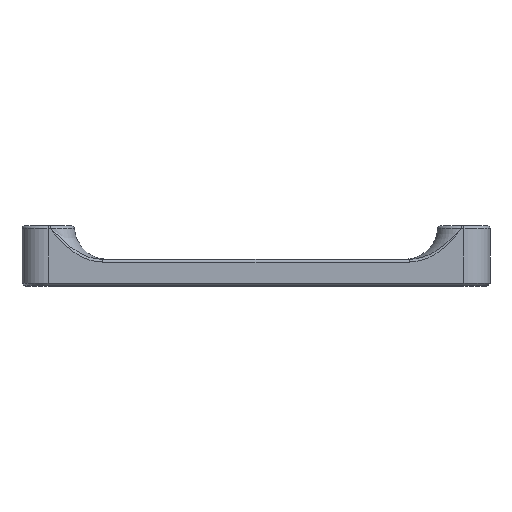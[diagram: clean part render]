
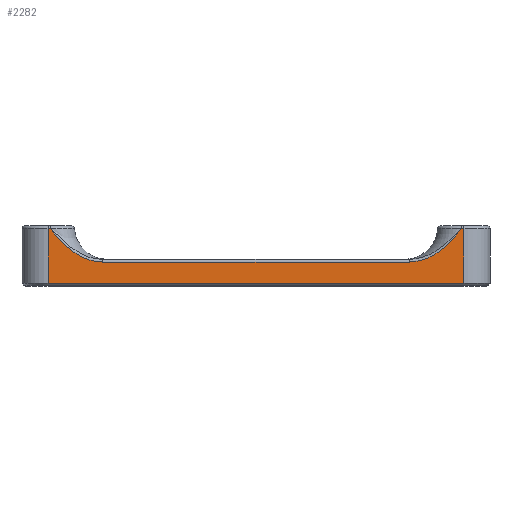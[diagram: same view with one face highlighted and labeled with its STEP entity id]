
A CAD part, front view. The second image highlights one B-rep face of the part: STEP entity #2282.
In plain terms, the highlighted planar face has unit normal (0, -1, 0).
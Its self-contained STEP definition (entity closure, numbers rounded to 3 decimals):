
#60 = CARTESIAN_POINT ( 'NONE',  ( -29.783, -23., 7.356 ) ) ;
#253 = VECTOR ( 'NONE', #565, 1000. ) ;
#264 = EDGE_CURVE ( 'NONE', #4641, #1029, #1104, .T. ) ;
#288 = VECTOR ( 'NONE', #7469, 1000. ) ;
#370 = ORIENTED_EDGE ( 'NONE', *, *, #377, .T. ) ;
#377 = EDGE_CURVE ( 'NONE', #6296, #4641, #1818, .T. ) ;
#565 = DIRECTION ( 'NONE',  ( -1., 0., 0. ) ) ;
#581 = LINE ( 'NONE', #8060, #6692 ) ;
#617 = CARTESIAN_POINT ( 'NONE',  ( 22.942, -23., 3.6 ) ) ;
#906 = CARTESIAN_POINT ( 'NONE',  ( -31.125, -23., 4. ) ) ;
#923 = EDGE_CURVE ( 'NONE', #8163, #3178, #581, .T. ) ;
#1029 = VERTEX_POINT ( 'NONE', #5550 ) ;
#1104 = LINE ( 'NONE', #5277, #4290 ) ;
#1241 = CARTESIAN_POINT ( 'NONE',  ( -22.942, -23., 3.6 ) ) ;
#1417 = CARTESIAN_POINT ( 'NONE',  ( -30.296, -23., 7.974 ) ) ;
#1441 = CARTESIAN_POINT ( 'NONE',  ( 23.75, -23., 3.639 ) ) ;
#1508 = ORIENTED_EDGE ( 'NONE', *, *, #6125, .T. ) ;
#1592 = CARTESIAN_POINT ( 'NONE',  ( 31.125, -23., 8.6 ) ) ;
#1628 = FACE_OUTER_BOUND ( 'NONE', #5250, .T. ) ;
#1659 = ORIENTED_EDGE ( 'NONE', *, *, #923, .T. ) ;
#1742 = DIRECTION ( 'NONE',  ( 1., 0., 0. ) ) ;
#1818 = B_SPLINE_CURVE_WITH_KNOTS ( 'NONE', 3,
 ( #1241, #3212, #3302, #2544, #4603, #7326, #3258, #5979, #5321, #8043, #2004, #60, #1417, #7501 ),
 .UNSPECIFIED., .F., .F.,
 ( 4, 2, 2, 2, 2, 2, 4 ),
 ( 0., 0.001, 0.002, 0.005, 0.006, 0.007, 0.01 ),
 .UNSPECIFIED. ) ;
#1877 = VERTEX_POINT ( 'NONE', #617 ) ;
#2004 = CARTESIAN_POINT ( 'NONE',  ( -28.954, -23., 6.484 ) ) ;
#2125 = CARTESIAN_POINT ( 'NONE',  ( 31.125, -23., 3.6 ) ) ;
#2201 = EDGE_CURVE ( 'NONE', #1877, #6296, #6942, .T. ) ;
#2282 = ADVANCED_FACE ( 'NONE', ( #1628 ), #5697, .F. ) ;
#2475 = DIRECTION ( 'NONE',  ( -1., 0., 0. ) ) ;
#2544 = CARTESIAN_POINT ( 'NONE',  ( -24.54, -23., 3.784 ) ) ;
#2609 = CARTESIAN_POINT ( 'NONE',  ( 26.776, -23., 4.701 ) ) ;
#2696 = CARTESIAN_POINT ( 'NONE',  ( 22.942, -23., 3.6 ) ) ;
#2740 = CARTESIAN_POINT ( 'NONE',  ( 28.748, -23., 6.127 ) ) ;
#2946 = CARTESIAN_POINT ( 'NONE',  ( -31.125, -23., 0.4 ) ) ;
#2948 = VECTOR ( 'NONE', #1742, 1000. ) ;
#3178 = VERTEX_POINT ( 'NONE', #7740 ) ;
#3212 = CARTESIAN_POINT ( 'NONE',  ( -23.349, -23., 3.6 ) ) ;
#3258 = CARTESIAN_POINT ( 'NONE',  ( -26.773, -23., 4.699 ) ) ;
#3302 = CARTESIAN_POINT ( 'NONE',  ( -23.75, -23., 3.639 ) ) ;
#3323 = CARTESIAN_POINT ( 'NONE',  ( 23.349, -23., 3.6 ) ) ;
#3623 = EDGE_CURVE ( 'NONE', #5285, #6845, #5892, .T. ) ;
#3951 = EDGE_CURVE ( 'NONE', #1029, #5285, #7031, .T. ) ;
#4179 = EDGE_CURVE ( 'NONE', #8163, #6845, #4876, .T. ) ;
#4223 = ORIENTED_EDGE ( 'NONE', *, *, #4179, .F. ) ;
#4290 = VECTOR ( 'NONE', #5361, 1000. ) ;
#4377 = ORIENTED_EDGE ( 'NONE', *, *, #3951, .T. ) ;
#4434 = B_SPLINE_CURVE_WITH_KNOTS ( 'NONE', 3,
 ( #6719, #6760, #2740, #2609, #6802, #4845, #7565, #1441, #3323, #2696 ),
 .UNSPECIFIED., .F., .F.,
 ( 4, 2, 2, 2, 4 ),
 ( 0., 0.005, 0.007, 0.008, 0.01 ),
 .UNSPECIFIED. ) ;
#4586 = CARTESIAN_POINT ( 'NONE',  ( 31.125, -23., 0.4 ) ) ;
#4603 = CARTESIAN_POINT ( 'NONE',  ( -24.931, -23., 3.892 ) ) ;
#4641 = VERTEX_POINT ( 'NONE', #5131 ) ;
#4845 = CARTESIAN_POINT ( 'NONE',  ( 24.932, -23., 3.893 ) ) ;
#4876 = LINE ( 'NONE', #6920, #288 ) ;
#5131 = CARTESIAN_POINT ( 'NONE',  ( -30.802, -23., 8.6 ) ) ;
#5250 = EDGE_LOOP ( 'NONE', ( #5926, #370, #8630, #4377, #8622, #4223, #1659, #1508 ) ) ;
#5277 = CARTESIAN_POINT ( 'NONE',  ( -31.125, -23., 8.6 ) ) ;
#5285 = VERTEX_POINT ( 'NONE', #2946 ) ;
#5321 = CARTESIAN_POINT ( 'NONE',  ( -28.07, -23., 5.666 ) ) ;
#5361 = DIRECTION ( 'NONE',  ( -1., 0., 0. ) ) ;
#5550 = CARTESIAN_POINT ( 'NONE',  ( -31.125, -23., 8.6 ) ) ;
#5655 = DIRECTION ( 'NONE',  ( 0., 1., 0. ) ) ;
#5695 = AXIS2_PLACEMENT_3D ( 'NONE', #8421, #5655, #6402 ) ;
#5697 = PLANE ( 'NONE',  #5695 ) ;
#5892 = LINE ( 'NONE', #8662, #2948 ) ;
#5926 = ORIENTED_EDGE ( 'NONE', *, *, #2201, .T. ) ;
#5979 = CARTESIAN_POINT ( 'NONE',  ( -27.755, -23., 5.409 ) ) ;
#6125 = EDGE_CURVE ( 'NONE', #3178, #1877, #4434, .T. ) ;
#6296 = VERTEX_POINT ( 'NONE', #8182 ) ;
#6402 = DIRECTION ( 'NONE',  ( 0., 0., 1. ) ) ;
#6495 = DIRECTION ( 'NONE',  ( 0., 0., -1. ) ) ;
#6692 = VECTOR ( 'NONE', #2475, 1000. ) ;
#6719 = CARTESIAN_POINT ( 'NONE',  ( 30.802, -23., 8.6 ) ) ;
#6760 = CARTESIAN_POINT ( 'NONE',  ( 29.79, -23., 7.35 ) ) ;
#6802 = CARTESIAN_POINT ( 'NONE',  ( 26.074, -23., 4.309 ) ) ;
#6845 = VERTEX_POINT ( 'NONE', #4586 ) ;
#6920 = CARTESIAN_POINT ( 'NONE',  ( 31.125, -23., 4. ) ) ;
#6942 = LINE ( 'NONE', #2125, #253 ) ;
#7031 = LINE ( 'NONE', #906, #8592 ) ;
#7326 = CARTESIAN_POINT ( 'NONE',  ( -26.074, -23., 4.309 ) ) ;
#7469 = DIRECTION ( 'NONE',  ( 0., 0., -1. ) ) ;
#7501 = CARTESIAN_POINT ( 'NONE',  ( -30.802, -23., 8.6 ) ) ;
#7565 = CARTESIAN_POINT ( 'NONE',  ( 24.54, -23., 3.784 ) ) ;
#7740 = CARTESIAN_POINT ( 'NONE',  ( 30.802, -23., 8.6 ) ) ;
#8043 = CARTESIAN_POINT ( 'NONE',  ( -28.668, -23., 6.202 ) ) ;
#8060 = CARTESIAN_POINT ( 'NONE',  ( 31.125, -23., 8.6 ) ) ;
#8163 = VERTEX_POINT ( 'NONE', #1592 ) ;
#8182 = CARTESIAN_POINT ( 'NONE',  ( -22.942, -23., 3.6 ) ) ;
#8421 = CARTESIAN_POINT ( 'NONE',  ( 31.125, -23., 4. ) ) ;
#8592 = VECTOR ( 'NONE', #6495, 1000. ) ;
#8622 = ORIENTED_EDGE ( 'NONE', *, *, #3623, .T. ) ;
#8630 = ORIENTED_EDGE ( 'NONE', *, *, #264, .T. ) ;
#8662 = CARTESIAN_POINT ( 'NONE',  ( 31.125, -23., 0.4 ) ) ;
